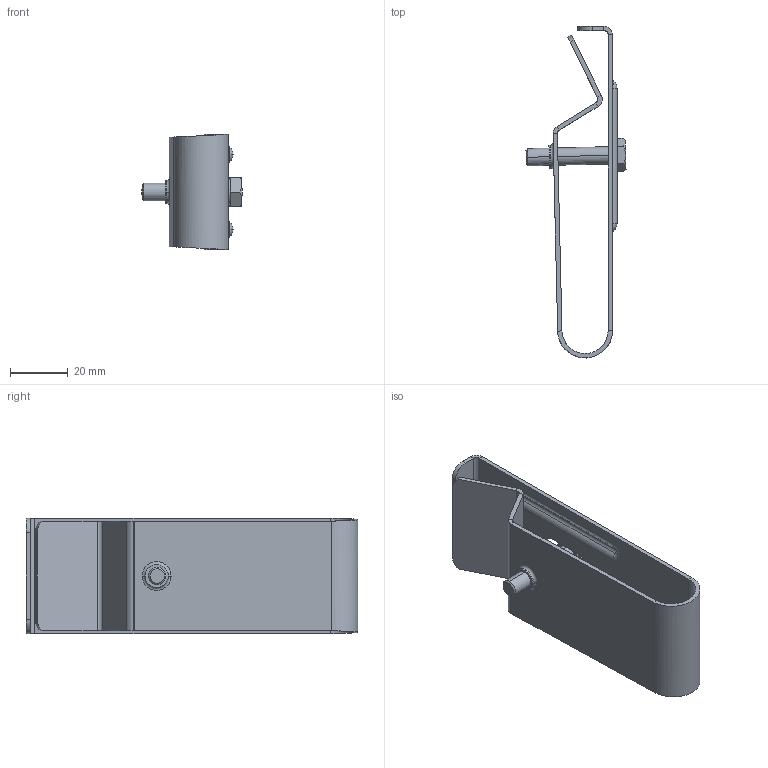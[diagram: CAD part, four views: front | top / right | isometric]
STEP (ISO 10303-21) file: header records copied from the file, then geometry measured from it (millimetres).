
FILE_DESCRIPTION (( 'STEP AP203' ), '1' );
FILE_NAME ('10-02-1936.STEP', '2013-05-06T09:27:34', ( 'asennus' ), ( '' ), 'SwSTEP 2.0', 'SolidWorks 2013', '' );
FILE_SCHEMA (( 'CONFIG_CONTROL_DESIGN' ));
Length unit declared in the file: millimetre
Products named in the file (1): 10-02-1936
Bounding box: 34.67 x 115 x 40 mm (x, y, z)
Surface area: 22162 mm2 (no closed solid volume)
Topology: 0 solids, 3 shells, 119 faces, 258 edges, 150 vertices
Faces by surface type: cylinder 42, plane 41, torus 14, sphere 12, cone 8, bspline 2
Entity records: 3737 total; most frequent: CARTESIAN_POINT 1024, DIRECTION 598, ORIENTED_EDGE 512, EDGE_CURVE 258, AXIS2_PLACEMENT_3D 242, VERTEX_POINT 150, EDGE_LOOP 130, CIRCLE 124
